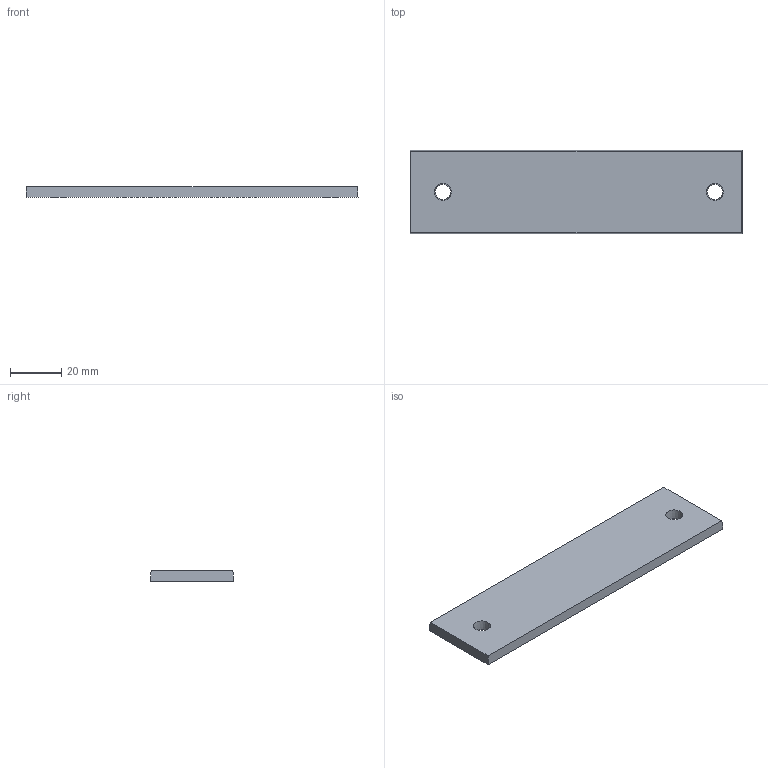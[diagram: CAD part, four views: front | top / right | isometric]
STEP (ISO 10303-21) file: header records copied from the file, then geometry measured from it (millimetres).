
FILE_DESCRIPTION(('HOOPS Exchange Step'),'2;1');
FILE_NAME('temp_export','2021-03-18T12:20:54-05:00',('wowy'),('Shapr3D Limited'),'HOOPS Exchange 2020.2','Shapr3D','Authorized');
FILE_SCHEMA( ('AP203_CONFIGURATION_CONTROLLED_3D_DESIGN_OF_MECHANICAL_PARTS_AND_ASSEMBLIES_MIM_LF') );
Length unit declared in the file: millimetre
Products named in the file (2): 0; F0F4ABE3-97C3-41E0-9585-4C56733ECA4E.tmp
Assembly tree (1 placements, depth 2):
  F0F4ABE3-97C3-41E0-9585-4C56733ECA4E.tmp
    0
Bounding box: 130 x 32.6 x 4 mm (x, y, z)
Volume: 16517.4 mm3; surface area: 9718.8 mm2
Topology: 1 solids, 1 shells, 8 faces, 18 edges, 12 vertices
Faces by surface type: plane 6, cone 2
Entity records: 281 total; most frequent: DIRECTION 44, CARTESIAN_POINT 41, ORIENTED_EDGE 36, EDGE_CURVE 18, AXIS2_PLACEMENT_3D 15, VECTOR 14, LINE 14, VERTEX_POINT 12
